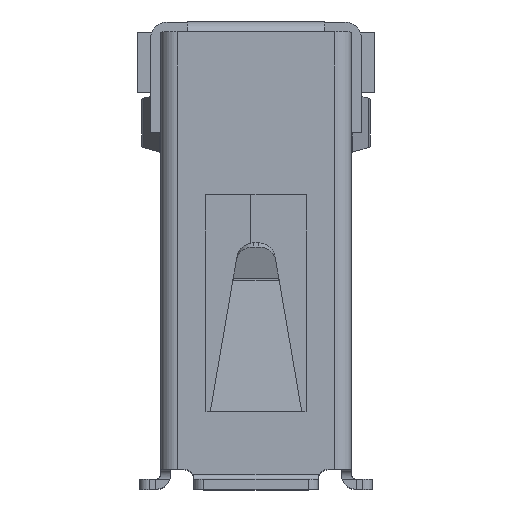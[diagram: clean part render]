
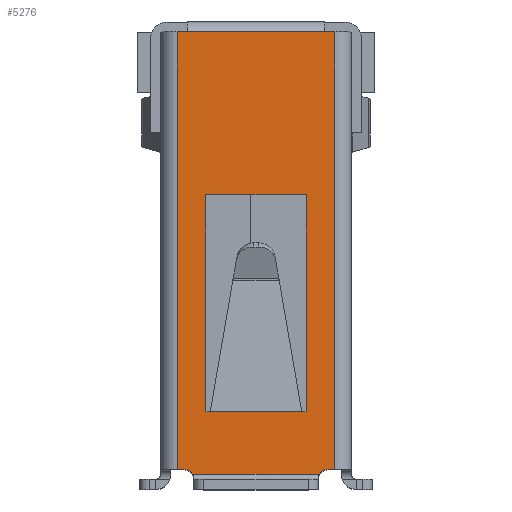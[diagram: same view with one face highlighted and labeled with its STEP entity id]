
A CAD part, top view. The second image highlights one B-rep face of the part: STEP entity #5276.
In plain terms, the highlighted planar face has unit normal (0, 0, 1).
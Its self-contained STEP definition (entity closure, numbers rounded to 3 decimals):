
#107 = CARTESIAN_POINT ( 'NONE',  ( 1.5, -3.03, 13.7 ) ) ;
#279 = CARTESIAN_POINT ( 'NONE',  ( 2.06, 8.35, 13.7 ) ) ;
#571 = CARTESIAN_POINT ( 'NONE',  ( -2.06, 8.35, 13.7 ) ) ;
#587 = CIRCLE ( 'NONE', #19289, 0.3 ) ;
#882 = VERTEX_POINT ( 'NONE', #28103 ) ;
#1339 = DIRECTION ( 'NONE',  ( 0., 0., -1. ) ) ;
#1422 = VERTEX_POINT ( 'NONE', #19714 ) ;
#1723 = LINE ( 'NONE', #29172, #6802 ) ;
#2293 = DIRECTION ( 'NONE',  ( 1., 0., 0. ) ) ;
#2475 = ORIENTED_EDGE ( 'NONE', *, *, #28615, .T. ) ;
#3287 = EDGE_CURVE ( 'NONE', #11030, #11320, #13957, .T. ) ;
#3691 = EDGE_CURVE ( 'NONE', #27394, #19727, #24042, .T. ) ;
#4122 = FACE_OUTER_BOUND ( 'NONE', #18275, .T. ) ;
#4136 = CARTESIAN_POINT ( 'NONE',  ( -1.5, -3.03, 13.7 ) ) ;
#4493 = VECTOR ( 'NONE', #23412, 1000. ) ;
#4514 = ORIENTED_EDGE ( 'NONE', *, *, #5545, .T. ) ;
#4790 = CARTESIAN_POINT ( 'NONE',  ( 1.37, -3.03, 13.7 ) ) ;
#5149 = EDGE_CURVE ( 'NONE', #26267, #19727, #587, .T. ) ;
#5276 = ADVANCED_FACE ( 'NONE', ( #4122, #19854 ), #17615, .T. ) ;
#5398 = VECTOR ( 'NONE', #10233, 1000. ) ;
#5545 = EDGE_CURVE ( 'NONE', #18534, #28994, #14171, .T. ) ;
#5705 = EDGE_LOOP ( 'NONE', ( #13142, #27037, #4514, #13460, #25165, #15126 ) ) ;
#6495 = EDGE_CURVE ( 'NONE', #1422, #11754, #14612, .T. ) ;
#6802 = VECTOR ( 'NONE', #10872, 1000. ) ;
#6886 = DIRECTION ( 'NONE',  ( 1., 0., 0. ) ) ;
#6895 = DIRECTION ( 'NONE',  ( 1., 0., 0. ) ) ;
#7255 = CARTESIAN_POINT ( 'NONE',  ( 0., 0., 13.7 ) ) ;
#7654 = CARTESIAN_POINT ( 'NONE',  ( -2.36, 8.35, 13.7 ) ) ;
#7747 = CARTESIAN_POINT ( 'NONE',  ( 2.86, 8.35, 13.7 ) ) ;
#7921 = ORIENTED_EDGE ( 'NONE', *, *, #6495, .T. ) ;
#7922 = CARTESIAN_POINT ( 'NONE',  ( 2.86, 8.35, 13.7 ) ) ;
#8752 = VECTOR ( 'NONE', #23766, 1000. ) ;
#8843 = LINE ( 'NONE', #17681, #28993 ) ;
#9088 = LINE ( 'NONE', #16310, #17137 ) ;
#9119 = LINE ( 'NONE', #27453, #23874 ) ;
#9134 = DIRECTION ( 'NONE',  ( 1., 0., 0. ) ) ;
#9281 = EDGE_CURVE ( 'NONE', #15207, #882, #9088, .T. ) ;
#9918 = EDGE_CURVE ( 'NONE', #14221, #16916, #26162, .T. ) ;
#9923 = EDGE_CURVE ( 'NONE', #14221, #15207, #16609, .T. ) ;
#10035 = CARTESIAN_POINT ( 'NONE',  ( 1.5, 3.47, 13.7 ) ) ;
#10098 = CARTESIAN_POINT ( 'NONE',  ( 2.36, 8.35, 13.7 ) ) ;
#10223 = VECTOR ( 'NONE', #24181, 1000. ) ;
#10233 = DIRECTION ( 'NONE',  ( 0., 1., 0. ) ) ;
#10277 = EDGE_CURVE ( 'NONE', #18534, #21187, #15080, .T. ) ;
#10762 = EDGE_CURVE ( 'NONE', #15508, #11030, #11417, .T. ) ;
#10789 = ORIENTED_EDGE ( 'NONE', *, *, #13040, .T. ) ;
#10855 = LINE ( 'NONE', #26914, #26050 ) ;
#10872 = DIRECTION ( 'NONE',  ( 1., 0., 0. ) ) ;
#10895 = CARTESIAN_POINT ( 'NONE',  ( -1.5, 3.47, 13.7 ) ) ;
#11030 = VERTEX_POINT ( 'NONE', #25631 ) ;
#11320 = VERTEX_POINT ( 'NONE', #107 ) ;
#11417 = LINE ( 'NONE', #20552, #13639 ) ;
#11754 = VERTEX_POINT ( 'NONE', #10098 ) ;
#13040 = EDGE_CURVE ( 'NONE', #27394, #18100, #14100, .T. ) ;
#13142 = ORIENTED_EDGE ( 'NONE', *, *, #16984, .F. ) ;
#13460 = ORIENTED_EDGE ( 'NONE', *, *, #27697, .T. ) ;
#13588 = VECTOR ( 'NONE', #19295, 1000. ) ;
#13639 = VECTOR ( 'NONE', #9134, 1000. ) ;
#13861 = CARTESIAN_POINT ( 'NONE',  ( 2.16, -4.75, 13.7 ) ) ;
#13957 = LINE ( 'NONE', #4790, #17578 ) ;
#14100 = CIRCLE ( 'NONE', #26990, 0.3 ) ;
#14171 = LINE ( 'NONE', #25351, #4493 ) ;
#14221 = VERTEX_POINT ( 'NONE', #571 ) ;
#14456 = ORIENTED_EDGE ( 'NONE', *, *, #21171, .T. ) ;
#14612 = LINE ( 'NONE', #23710, #5398 ) ;
#15080 = LINE ( 'NONE', #15531, #10223 ) ;
#15086 = ORIENTED_EDGE ( 'NONE', *, *, #9918, .F. ) ;
#15126 = ORIENTED_EDGE ( 'NONE', *, *, #10762, .F. ) ;
#15207 = VERTEX_POINT ( 'NONE', #7654 ) ;
#15508 = VERTEX_POINT ( 'NONE', #26188 ) ;
#15531 = CARTESIAN_POINT ( 'NONE',  ( -1.5, 3.47, 13.7 ) ) ;
#15655 = ORIENTED_EDGE ( 'NONE', *, *, #3691, .F. ) ;
#16310 = CARTESIAN_POINT ( 'NONE',  ( -2.36, -4.75, 13.7 ) ) ;
#16598 = DIRECTION ( 'NONE',  ( 0., 0., -1. ) ) ;
#16609 = LINE ( 'NONE', #7747, #8752 ) ;
#16916 = VERTEX_POINT ( 'NONE', #279 ) ;
#16969 = DIRECTION ( 'NONE',  ( 1., 0., 0. ) ) ;
#16984 = EDGE_CURVE ( 'NONE', #21187, #15508, #9119, .T. ) ;
#17137 = VECTOR ( 'NONE', #25423, 1000. ) ;
#17573 = ORIENTED_EDGE ( 'NONE', *, *, #19416, .T. ) ;
#17578 = VECTOR ( 'NONE', #6886, 1000. ) ;
#17615 = PLANE ( 'NONE',  #27951 ) ;
#17681 = CARTESIAN_POINT ( 'NONE',  ( -2.86, -4.75, 13.7 ) ) ;
#18100 = VERTEX_POINT ( 'NONE', #13861 ) ;
#18275 = EDGE_LOOP ( 'NONE', ( #17573, #15086, #18942, #19150, #2475, #27250, #15655, #10789, #14456, #7921 ) ) ;
#18534 = VERTEX_POINT ( 'NONE', #10895 ) ;
#18942 = ORIENTED_EDGE ( 'NONE', *, *, #9923, .T. ) ;
#19150 = ORIENTED_EDGE ( 'NONE', *, *, #9281, .T. ) ;
#19289 = AXIS2_PLACEMENT_3D ( 'NONE', #25264, #16598, #25719 ) ;
#19295 = DIRECTION ( 'NONE',  ( 1., 0., 0. ) ) ;
#19397 = CARTESIAN_POINT ( 'NONE',  ( 1.9, -4.9, 13.7 ) ) ;
#19416 = EDGE_CURVE ( 'NONE', #11754, #16916, #28753, .T. ) ;
#19714 = CARTESIAN_POINT ( 'NONE',  ( 2.36, -4.75, 13.7 ) ) ;
#19727 = VERTEX_POINT ( 'NONE', #22553 ) ;
#19854 = FACE_BOUND ( 'NONE', #5705, .T. ) ;
#20132 = DIRECTION ( 'NONE',  ( 0., -1., 0. ) ) ;
#20552 = CARTESIAN_POINT ( 'NONE',  ( -1.37, -3.03, 13.7 ) ) ;
#20965 = VECTOR ( 'NONE', #25842, 1000. ) ;
#21171 = EDGE_CURVE ( 'NONE', #18100, #1422, #1723, .T. ) ;
#21187 = VERTEX_POINT ( 'NONE', #4136 ) ;
#21751 = CARTESIAN_POINT ( 'NONE',  ( 2.16, -5.05, 13.7 ) ) ;
#22168 = DIRECTION ( 'NONE',  ( -1., 0., 0. ) ) ;
#22471 = DIRECTION ( 'NONE',  ( 1., 0., 0. ) ) ;
#22553 = CARTESIAN_POINT ( 'NONE',  ( -1.9, -4.9, 13.7 ) ) ;
#23296 = DIRECTION ( 'NONE',  ( 0., 0., 1. ) ) ;
#23412 = DIRECTION ( 'NONE',  ( 1., 0., 0. ) ) ;
#23710 = CARTESIAN_POINT ( 'NONE',  ( 2.36, 8.65, 13.7 ) ) ;
#23766 = DIRECTION ( 'NONE',  ( -1., 0., 0. ) ) ;
#23874 = VECTOR ( 'NONE', #6895, 1000. ) ;
#24042 = LINE ( 'NONE', #28555, #20965 ) ;
#24181 = DIRECTION ( 'NONE',  ( 0., -1., 0. ) ) ;
#25165 = ORIENTED_EDGE ( 'NONE', *, *, #3287, .F. ) ;
#25264 = CARTESIAN_POINT ( 'NONE',  ( -2.16, -5.05, 13.7 ) ) ;
#25351 = CARTESIAN_POINT ( 'NONE',  ( -1.5, 3.47, 13.7 ) ) ;
#25423 = DIRECTION ( 'NONE',  ( 0., -1., 0. ) ) ;
#25631 = CARTESIAN_POINT ( 'NONE',  ( 1.37, -3.03, 13.7 ) ) ;
#25719 = DIRECTION ( 'NONE',  ( 1., 0., 0. ) ) ;
#25842 = DIRECTION ( 'NONE',  ( -1., 0., 0. ) ) ;
#26029 = CARTESIAN_POINT ( 'NONE',  ( 2.06, 8.35, 13.7 ) ) ;
#26050 = VECTOR ( 'NONE', #20132, 1000. ) ;
#26162 = LINE ( 'NONE', #26029, #13588 ) ;
#26188 = CARTESIAN_POINT ( 'NONE',  ( -1.37, -3.03, 13.7 ) ) ;
#26267 = VERTEX_POINT ( 'NONE', #29311 ) ;
#26914 = CARTESIAN_POINT ( 'NONE',  ( 1.5, 3.47, 13.7 ) ) ;
#26990 = AXIS2_PLACEMENT_3D ( 'NONE', #21751, #1339, #16969 ) ;
#27037 = ORIENTED_EDGE ( 'NONE', *, *, #10277, .F. ) ;
#27250 = ORIENTED_EDGE ( 'NONE', *, *, #5149, .T. ) ;
#27394 = VERTEX_POINT ( 'NONE', #19397 ) ;
#27453 = CARTESIAN_POINT ( 'NONE',  ( -1.5, -3.03, 13.7 ) ) ;
#27697 = EDGE_CURVE ( 'NONE', #28994, #11320, #10855, .T. ) ;
#27951 = AXIS2_PLACEMENT_3D ( 'NONE', #7255, #23296, #2293 ) ;
#28103 = CARTESIAN_POINT ( 'NONE',  ( -2.36, -4.75, 13.7 ) ) ;
#28274 = VECTOR ( 'NONE', #22168, 1000. ) ;
#28555 = CARTESIAN_POINT ( 'NONE',  ( -1.86, -4.9, 13.7 ) ) ;
#28615 = EDGE_CURVE ( 'NONE', #882, #26267, #8843, .T. ) ;
#28753 = LINE ( 'NONE', #7922, #28274 ) ;
#28993 = VECTOR ( 'NONE', #22471, 1000. ) ;
#28994 = VERTEX_POINT ( 'NONE', #10035 ) ;
#29172 = CARTESIAN_POINT ( 'NONE',  ( -2.86, -4.75, 13.7 ) ) ;
#29311 = CARTESIAN_POINT ( 'NONE',  ( -2.16, -4.75, 13.7 ) ) ;
